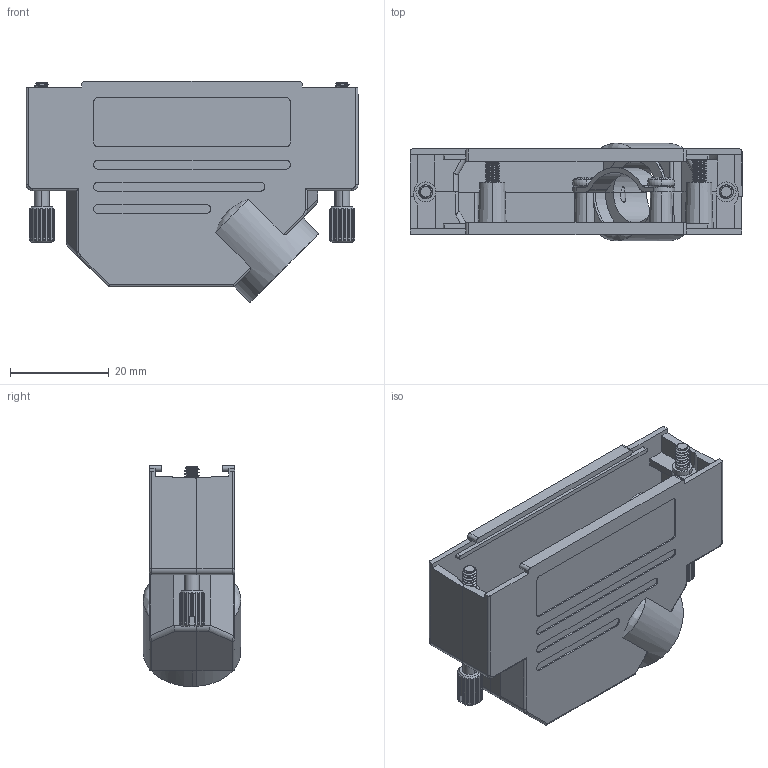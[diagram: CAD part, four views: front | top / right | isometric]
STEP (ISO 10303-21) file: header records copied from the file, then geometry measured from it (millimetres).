
FILE_DESCRIPTION (( 'STEP AP214' ), '1' );
FILE_NAME ('6688-9559.STEP', '2023-01-31T09:53:22', ( '' ), ( '' ), 'SwSTEP 2.0', 'SolidWorks 2021', '' );
FILE_SCHEMA (( 'AUTOMOTIVE_DESIGN' ));
Length unit declared in the file: millimetre
Products named in the file (8): 6855-0117-08; 6688-9559; 6805-0106-15; 6805-0106-05; 6826-0141-01; 6830-0109-04; 6522-0121-06 (12.5 mm SV); 6855-0117-02
Assembly tree (11 placements, depth 2):
  6688-9559
    6805-0106-15
    6805-0106-05
    6826-0141-01  x2
    6830-0109-04
    6855-0117-02  x2
    6855-0117-08  x2
    6522-0121-06 (12.5 mm SV)  x2
Bounding box: 67.4 x 19.8 x 44.9 mm (x, y, z)
Volume: 11110.4 mm3; surface area: 18876.3 mm2
Topology: 11 solids, 11 shells, 988 faces, 2729 edges, 1777 vertices
Faces by surface type: plane 443, cylinder 382, bspline 61, cone 58, torus 44
Entity records: 29316 total; most frequent: CARTESIAN_POINT 12280, ORIENTED_EDGE 3806, DIRECTION 3179, EDGE_CURVE 1903, VERTEX_POINT 1243, AXIS2_PLACEMENT_3D 1083, LINE 1013, VECTOR 1013
